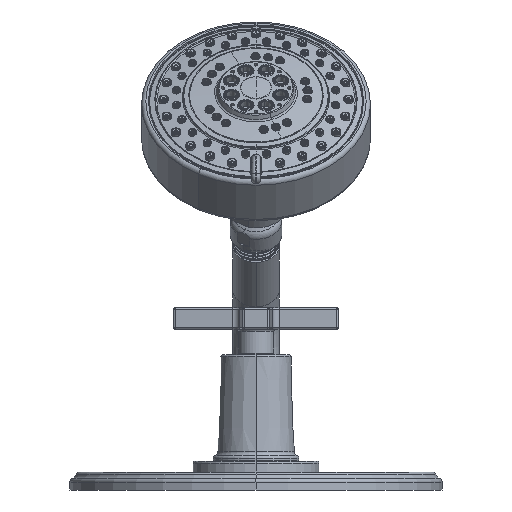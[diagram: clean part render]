
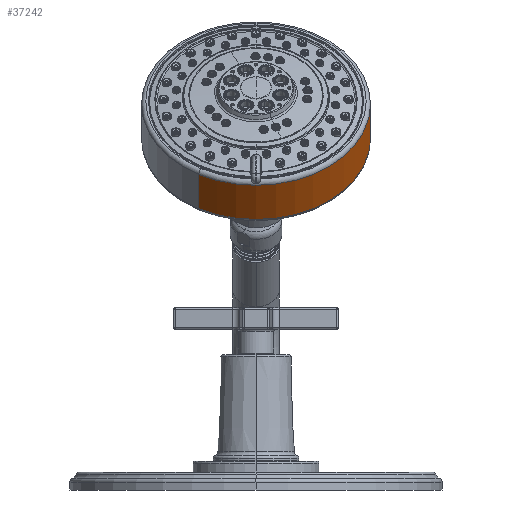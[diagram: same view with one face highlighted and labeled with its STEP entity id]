
A CAD part, front view. The second image highlights one B-rep face of the part: STEP entity #37242.
In plain terms, the highlighted cylindrical face has radius 50.8 mm (diameter 101.6 mm), a partial arc.
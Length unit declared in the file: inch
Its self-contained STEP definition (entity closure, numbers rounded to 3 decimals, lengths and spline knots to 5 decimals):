
#13621=CARTESIAN_POINT('',(0.,8.23764,6.73723));
#13622=DIRECTION('',(0.,0.707,-0.707));
#13623=DIRECTION('',(0.5,0.612,0.612));
#13624=AXIS2_PLACEMENT_3D('',#13621,#13622,#13623);
#13626=CARTESIAN_POINT('',(0.,8.8345,6.14038));
#13627=DIRECTION('',(0.,-0.707,0.707));
#13628=DIRECTION('',(-0.5,-0.612,-0.612));
#13629=AXIS2_PLACEMENT_3D('',#13626,#13627,#13628);
#13636=DIRECTION('',(0.,-0.707,0.707));
#13637=VECTOR('',#13636,0.84408);
#13638=CARTESIAN_POINT('',(-1.,7.60975,4.91563));
#13639=LINE('',#13638,#13637);
#13645=DIRECTION('',(0.,-0.707,0.707));
#13646=VECTOR('',#13645,0.84408);
#13647=CARTESIAN_POINT('',(1.,10.05924,7.36512));
#13648=LINE('',#13647,#13646);
#34526=CARTESIAN_POINT('',(-1.,7.60975,4.91563));
#34528=VERTEX_POINT('',#34526);
#34530=CARTESIAN_POINT('',(1.,10.05924,7.36512));
#34532=VERTEX_POINT('',#34530);
#34545=CARTESIAN_POINT('',(1.,9.46239,7.96198));
#34546=CARTESIAN_POINT('',(-1.,7.0129,5.51249));
#34547=VERTEX_POINT('',#34545);
#34548=VERTEX_POINT('',#34546);
#37228=CARTESIAN_POINT('',(0.,9.38823,5.58664));
#37229=DIRECTION('',(0.,-0.707,0.707));
#37230=DIRECTION('',(-0.5,-0.612,-0.612));
#37231=AXIS2_PLACEMENT_3D('',#37228,#37229,#37230);
#37232=CYLINDRICAL_SURFACE('',#37231,2.);
#37233=ORIENTED_EDGE('',*,*,#37218,.F.);
#37235=ORIENTED_EDGE('',*,*,#37234,.F.);
#37237=ORIENTED_EDGE('',*,*,#37236,.F.);
#37239=ORIENTED_EDGE('',*,*,#37238,.T.);
#37240=EDGE_LOOP('',(#37233,#37235,#37237,#37239));
#37241=FACE_OUTER_BOUND('',#37240,.F.);
#37242=ADVANCED_FACE('',(#37241),#37232,.T.);
#13625=CIRCLE('',#13624,2.);
#13630=CIRCLE('',#13629,2.);
#37218=EDGE_CURVE('',#34547,#34548,#13625,.T.);
#37234=EDGE_CURVE('',#34532,#34547,#13648,.T.);
#37236=EDGE_CURVE('',#34528,#34532,#13630,.T.);
#37238=EDGE_CURVE('',#34528,#34548,#13639,.T.);
